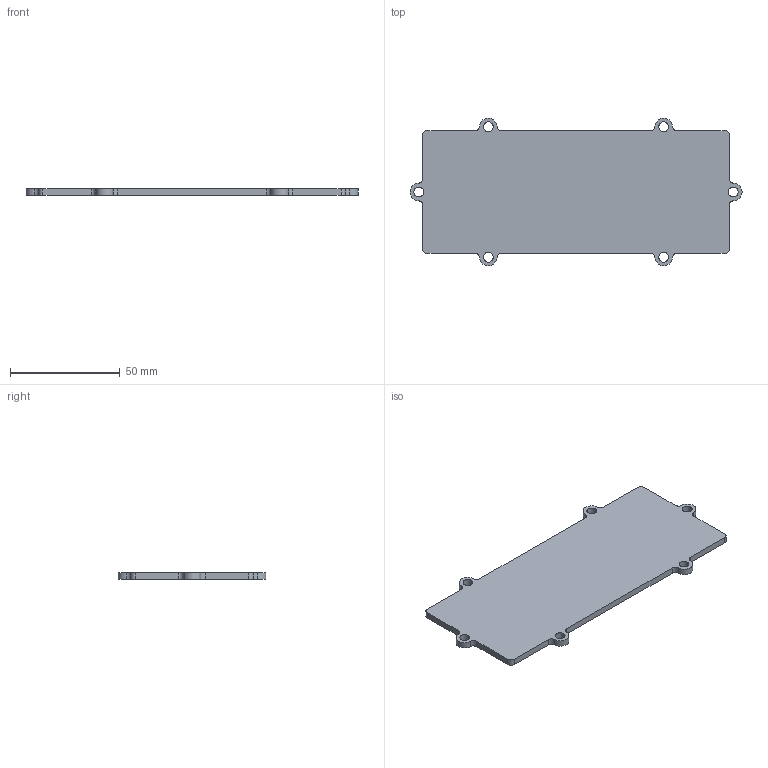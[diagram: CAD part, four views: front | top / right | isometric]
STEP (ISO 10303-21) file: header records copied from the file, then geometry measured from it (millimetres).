
FILE_DESCRIPTION((''),'2;1');
FILE_NAME('227-001260_BATTERY_COVER','2017-01-17T',('BGH44976'),(''),'CREO PARAMETRIC BY PTC INC, 2015080','CREO PARAMETRIC BY PTC INC, 2015080','');
FILE_SCHEMA(('AUTOMOTIVE_DESIGN { 1 0 10303 214 1 1 1 1 }'));
Length unit declared in the file: millimetre
Products named in the file (1): 227-001260_BATTERY_COVER
Bounding box: 151.5 x 67.5 x 3 mm (x, y, z)
Volume: 23958.4 mm3; surface area: 17506.9 mm2
Topology: 1 solids, 1 shells, 46 faces, 132 edges, 88 vertices
Faces by surface type: cylinder 34, plane 12
Entity records: 1675 total; most frequent: DIRECTION 292, CARTESIAN_POINT 268, ORIENTED_EDGE 264, EDGE_CURVE 132, AXIS2_PLACEMENT_3D 114, VERTEX_POINT 88, CIRCLE 68, VECTOR 64
